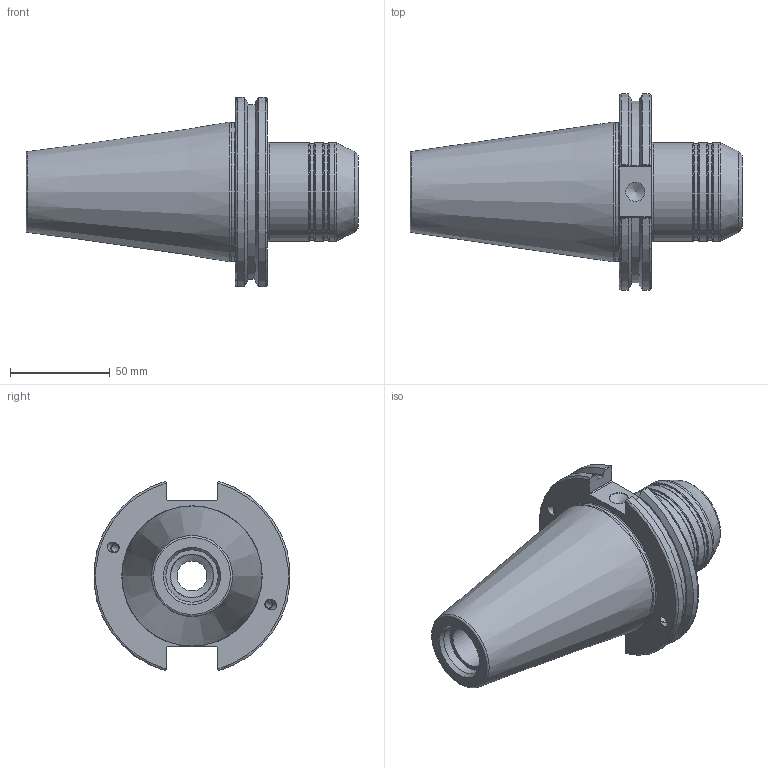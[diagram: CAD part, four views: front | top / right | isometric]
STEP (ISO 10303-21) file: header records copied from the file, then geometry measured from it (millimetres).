
FILE_DESCRIPTION(/* description */ (''),/* implementation_level */ '2;1');
FILE_NAME(/* name */ '155020.stp',/* time_stamp */ '2022-07-20T09:28:49+09:00',/* author */ ('eos'),/* organization */ (''),/* preprocessor_version */ 'ST-DEVELOPER v18.1',/* originating_system */ 'Autodesk Inventor 2022',/* authorisation */ '');
FILE_SCHEMA (('AUTOMOTIVE_DESIGN { 1 0 10303 214 3 1 1 }'));
Length unit declared in the file: millimetre
Products named in the file (1): LO-CAT50ADB-HC32S-81
Bounding box: 166.1 x 98.06 x 94.69 mm (x, y, z)
Volume: 392721.3 mm3; surface area: 54082.8 mm2
Topology: 1 solids, 1 shells, 98 faces, 261 edges, 170 vertices
Faces by surface type: plane 33, cylinder 31, cone 18, torus 16
Full cylindrical faces by diameter (mm): 4.134 x8, 5 x4, 9.525 x1, 14.917 x1, 20 x1, 20.4 x1, 21.5 x1, 21.971 x1, 26.2 x1, 48.5 x2, 49.5 x3, 69.25 x1
Entity records: 3272 total; most frequent: CARTESIAN_POINT 743, DIRECTION 547, ORIENTED_EDGE 516, EDGE_CURVE 258, AXIS2_PLACEMENT_3D 226, VERTEX_POINT 170, EDGE_LOOP 116, CIRCLE 107
